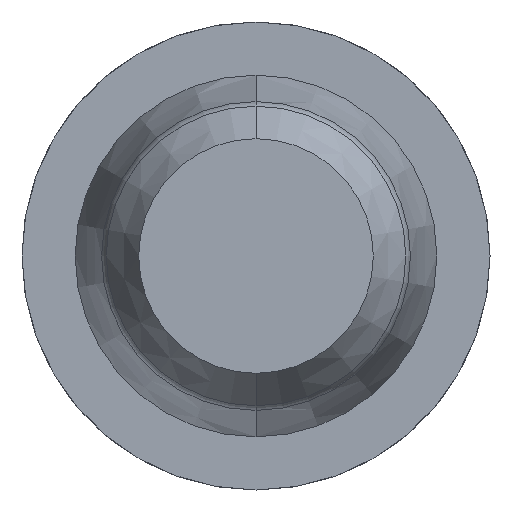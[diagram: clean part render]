
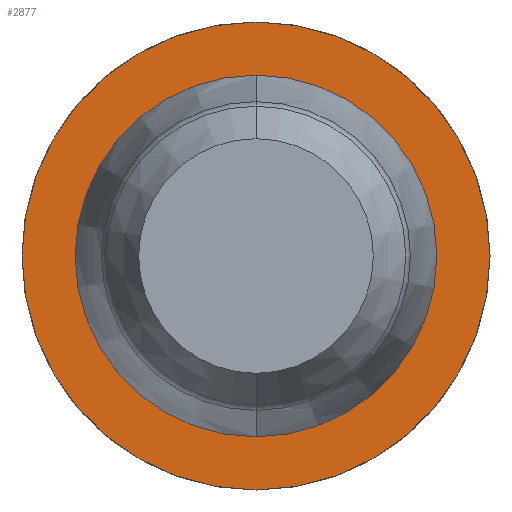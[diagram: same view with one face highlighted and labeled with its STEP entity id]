
A CAD part, front view. The second image highlights one B-rep face of the part: STEP entity #2877.
In plain terms, the highlighted planar face has unit normal (0, -1, 0).
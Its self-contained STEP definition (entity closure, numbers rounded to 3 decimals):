
#16 = CARTESIAN_POINT ( 'NONE',  ( 0., -9., 1.25 ) ) ;
#52 = CARTESIAN_POINT ( 'NONE',  ( 0., -9., -0.966 ) ) ;
#147 = VERTEX_POINT ( 'NONE', #16 ) ;
#155 = CARTESIAN_POINT ( 'NONE',  ( 0., -9., 0. ) ) ;
#166 = CARTESIAN_POINT ( 'NONE',  ( 0., -9., 0.966 ) ) ;
#395 = AXIS2_PLACEMENT_3D ( 'NONE', #762, #775, #3224 ) ;
#564 = CARTESIAN_POINT ( 'NONE',  ( 0., -9., -1.25 ) ) ;
#567 = EDGE_LOOP ( 'NONE', ( #2089, #3652 ) ) ;
#762 = CARTESIAN_POINT ( 'NONE',  ( 0., -9., 0. ) ) ;
#775 = DIRECTION ( 'NONE',  ( 0., 1., 0. ) ) ;
#938 = ORIENTED_EDGE ( 'NONE', *, *, #2683, .F. ) ;
#971 = DIRECTION ( 'NONE',  ( 0., 0., 1. ) ) ;
#982 = DIRECTION ( 'NONE',  ( 0., 0., 1. ) ) ;
#1065 = AXIS2_PLACEMENT_3D ( 'NONE', #1376, #4528, #971 ) ;
#1360 = VERTEX_POINT ( 'NONE', #564 ) ;
#1376 = CARTESIAN_POINT ( 'NONE',  ( 1.25, -9., 0. ) ) ;
#1389 = AXIS2_PLACEMENT_3D ( 'NONE', #4519, #3065, #982 ) ;
#1500 = FACE_BOUND ( 'NONE', #567, .T. ) ;
#2089 = ORIENTED_EDGE ( 'NONE', *, *, #3152, .T. ) ;
#2165 = AXIS2_PLACEMENT_3D ( 'NONE', #4054, #3631, #2590 ) ;
#2590 = DIRECTION ( 'NONE',  ( 0., 0., 1. ) ) ;
#2640 = DIRECTION ( 'NONE',  ( 0., 0., 1. ) ) ;
#2653 = CIRCLE ( 'NONE', #3385, 1.25 ) ;
#2672 = VERTEX_POINT ( 'NONE', #52 ) ;
#2683 = EDGE_CURVE ( 'Defeature ausgef�hrt3_4+Defeature ausgef�hrt3_5+Defeature ausgef�hrt3_5+Defeature ausgef�hrt3_5', #147, #1360, #3095, .T. ) ;
#2763 = PLANE ( 'NONE',  #1065 ) ;
#2816 = EDGE_CURVE ( 'Defeature ausgef�hrt3_5+Defeature ausgef�hrt3_6+Defeature ausgef�hrt3_6+Defeature ausgef�hrt3_6', #2672, #4204, #4401, .T. ) ;
#2877 = ADVANCED_FACE ( 'Defeature ausgef�hrt3_5', ( #2942, #1500 ), #2763, .F. ) ;
#2908 = ORIENTED_EDGE ( 'NONE', *, *, #3280, .F. ) ;
#2942 = FACE_OUTER_BOUND ( 'NONE', #3470, .T. ) ;
#3065 = DIRECTION ( 'NONE',  ( 0., 1., 0. ) ) ;
#3095 = CIRCLE ( 'NONE', #395, 1.25 ) ;
#3152 = EDGE_CURVE ( 'Defeature ausgef�hrt3_5+Defeature ausgef�hrt3_6+Defeature ausgef�hrt3_6+Defeature ausgef�hrt3_6', #4204, #2672, #4502, .T. ) ;
#3224 = DIRECTION ( 'NONE',  ( 0., 0., 1. ) ) ;
#3280 = EDGE_CURVE ( 'Defeature ausgef�hrt3_4+Defeature ausgef�hrt3_5+Defeature ausgef�hrt3_5+Defeature ausgef�hrt3_5', #1360, #147, #2653, .T. ) ;
#3385 = AXIS2_PLACEMENT_3D ( 'NONE', #155, #4400, #2640 ) ;
#3470 = EDGE_LOOP ( 'NONE', ( #938, #2908 ) ) ;
#3631 = DIRECTION ( 'NONE',  ( 0., 1., 0. ) ) ;
#3652 = ORIENTED_EDGE ( 'NONE', *, *, #2816, .T. ) ;
#4054 = CARTESIAN_POINT ( 'NONE',  ( 0., -9., 0. ) ) ;
#4204 = VERTEX_POINT ( 'NONE', #166 ) ;
#4400 = DIRECTION ( 'NONE',  ( 0., 1., 0. ) ) ;
#4401 = CIRCLE ( 'NONE', #2165, 0.966 ) ;
#4502 = CIRCLE ( 'NONE', #1389, 0.966 ) ;
#4519 = CARTESIAN_POINT ( 'NONE',  ( 0., -9., 0. ) ) ;
#4528 = DIRECTION ( 'NONE',  ( 0., 1., 0. ) ) ;
